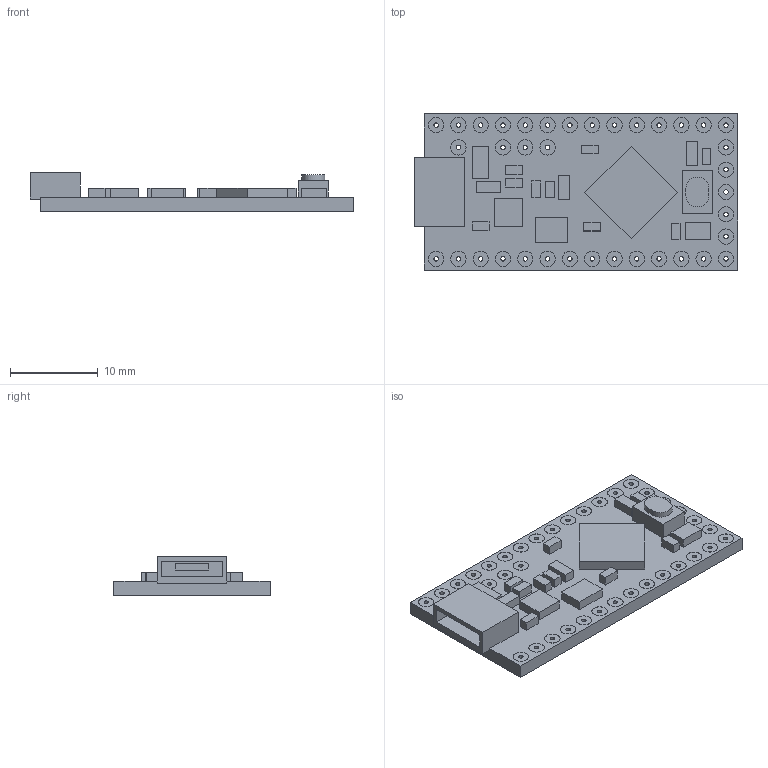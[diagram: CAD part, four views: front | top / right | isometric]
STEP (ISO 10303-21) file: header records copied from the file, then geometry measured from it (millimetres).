
FILE_DESCRIPTION (( 'STEP AP214' ), '1' );
FILE_NAME ('CIRCUIT BOARD,TEENSY LC,NO MARKINGS.STEP', '2019-06-09T07:49:19', ( '' ), ( '' ), 'SwSTEP 2.0', 'SolidWorks 2017', '' );
FILE_SCHEMA (( 'AUTOMOTIVE_DESIGN' ));
Length unit declared in the file: millimetre
Products named in the file (1): CIRCUIT BOARD,TEENSY LC,NO MARKINGS
Bounding box: 36.86 x 17.78 x 4.4 mm (x, y, z)
Volume: 1239.6 mm3; surface area: 1943.3 mm2
Topology: 1 solids, 1 shells, 413 faces, 948 edges, 632 vertices
Faces by surface type: cylinder 224, plane 189
Entity records: 16575 total; most frequent: DIRECTION 2224, CARTESIAN_POINT 1994, ORIENTED_EDGE 1896, EDGE_CURVE 948, AXIS2_PLACEMENT_3D 862, VERTEX_POINT 632, EDGE_LOOP 582, LINE 500
